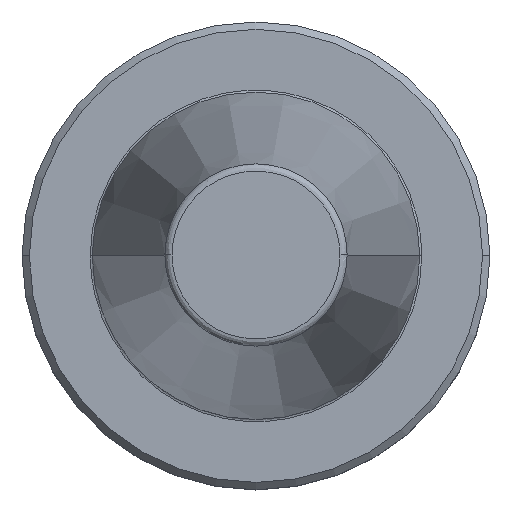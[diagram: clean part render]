
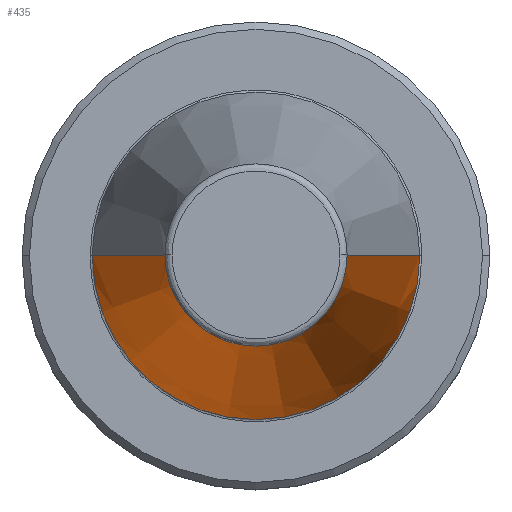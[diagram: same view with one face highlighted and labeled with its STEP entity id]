
A CAD part, top view. The second image highlights one B-rep face of the part: STEP entity #435.
In plain terms, the highlighted conical face has half-angle 8.297 degrees and reference radius 22.225 mm.
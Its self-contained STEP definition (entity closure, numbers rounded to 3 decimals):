
#115 = EDGE_CURVE ( 'NONE', #1515, #1203, #904, .T. ) ;
#174 = ORIENTED_EDGE ( 'NONE', *, *, #115, .T. ) ;
#179 = DIRECTION ( 'NONE',  ( 0.144, 0., -0.99 ) ) ;
#183 = EDGE_LOOP ( 'NONE', ( #483, #428, #1175, #174 ) ) ;
#189 = DIRECTION ( 'NONE',  ( -1., 0., 0. ) ) ;
#253 = CONICAL_SURFACE ( 'NONE', #923, 22.225, 0.145 ) ;
#255 = EDGE_CURVE ( 'NONE', #1519, #1515, #1162, .T. ) ;
#312 = DIRECTION ( 'NONE',  ( 0., 0., 1. ) ) ;
#368 = CARTESIAN_POINT ( 'NONE',  ( -12.375, 0., 67.544 ) ) ;
#428 = ORIENTED_EDGE ( 'NONE', *, *, #977, .T. ) ;
#435 = ADVANCED_FACE ( 'NONE', ( #1011 ), #253, .T. ) ;
#483 = ORIENTED_EDGE ( 'NONE', *, *, #595, .F. ) ;
#595 = EDGE_CURVE ( 'NONE', #834, #1203, #1182, .T. ) ;
#629 = DIRECTION ( 'NONE',  ( 0., 0., -1. ) ) ;
#657 = CARTESIAN_POINT ( 'NONE',  ( 22.225, 0., 0. ) ) ;
#666 = VECTOR ( 'NONE', #179, 1000. ) ;
#692 = CARTESIAN_POINT ( 'NONE',  ( -22.225, 0., 0. ) ) ;
#744 = DIRECTION ( 'NONE',  ( -1., 0., 0. ) ) ;
#834 = VERTEX_POINT ( 'NONE', #1273 ) ;
#873 = AXIS2_PLACEMENT_3D ( 'NONE', #885, #312, #189 ) ;
#885 = CARTESIAN_POINT ( 'NONE',  ( 0., 0., 0. ) ) ;
#904 = CIRCLE ( 'NONE', #873, 22.225 ) ;
#923 = AXIS2_PLACEMENT_3D ( 'NONE', #952, #1406, #1502 ) ;
#952 = CARTESIAN_POINT ( 'NONE',  ( 0., 0., 0. ) ) ;
#977 = EDGE_CURVE ( 'NONE', #834, #1519, #1512, .T. ) ;
#1011 = FACE_OUTER_BOUND ( 'NONE', #183, .T. ) ;
#1044 = CARTESIAN_POINT ( 'NONE',  ( 22.225, 0., 0. ) ) ;
#1074 = CARTESIAN_POINT ( 'NONE',  ( -22.225, 0., 0. ) ) ;
#1087 = AXIS2_PLACEMENT_3D ( 'NONE', #1357, #629, #744 ) ;
#1162 = LINE ( 'NONE', #692, #1382 ) ;
#1175 = ORIENTED_EDGE ( 'NONE', *, *, #255, .T. ) ;
#1182 = LINE ( 'NONE', #657, #666 ) ;
#1203 = VERTEX_POINT ( 'NONE', #1044 ) ;
#1259 = DIRECTION ( 'NONE',  ( -0.144, 0., -0.99 ) ) ;
#1273 = CARTESIAN_POINT ( 'NONE',  ( 12.375, 0., 67.544 ) ) ;
#1357 = CARTESIAN_POINT ( 'NONE',  ( 0., 0., 67.544 ) ) ;
#1382 = VECTOR ( 'NONE', #1259, 1000. ) ;
#1406 = DIRECTION ( 'NONE',  ( 0., 0., -1. ) ) ;
#1502 = DIRECTION ( 'NONE',  ( -1., 0., 0. ) ) ;
#1512 = CIRCLE ( 'NONE', #1087, 12.375 ) ;
#1515 = VERTEX_POINT ( 'NONE', #1074 ) ;
#1519 = VERTEX_POINT ( 'NONE', #368 ) ;
